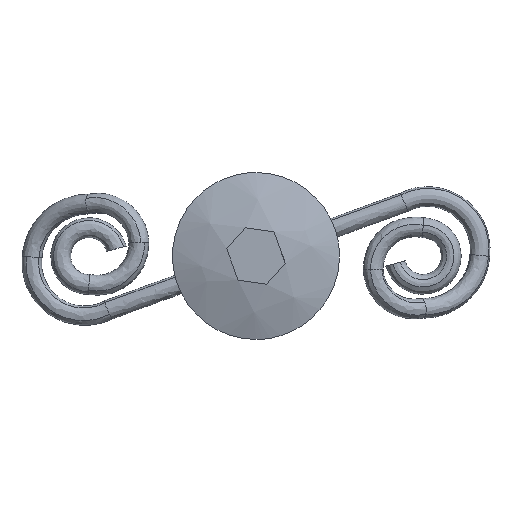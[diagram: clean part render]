
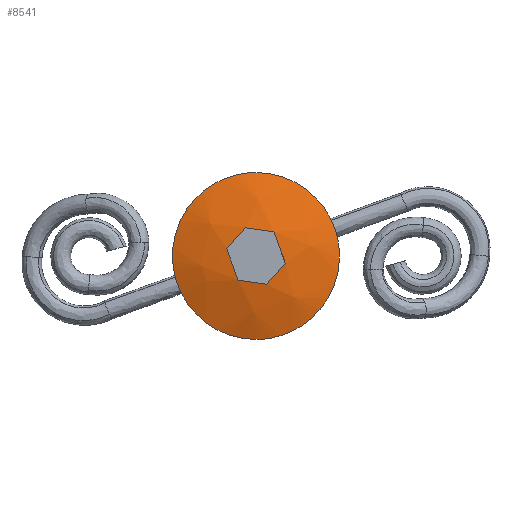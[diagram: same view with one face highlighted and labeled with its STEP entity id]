
A CAD part, top view. The second image highlights one B-rep face of the part: STEP entity #8541.
In plain terms, the highlighted free-form (B-spline) face has degree [2, 2] with [4, 4] control points.
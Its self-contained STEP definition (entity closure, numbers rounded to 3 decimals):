
#4831=CARTESIAN_POINT('',(-0.59,4.965,5.458));
#4832=VERTEX_POINT('',#4831);
#4838=CARTESIAN_POINT('',(5.0,0.0,5.458));
#4839=VERTEX_POINT('',#4838);
#4840=CARTESIAN_POINT('',(-0.59,4.965,5.458));
#4841=CARTESIAN_POINT('',(-0.296,5.,5.458));
#4842=CARTESIAN_POINT('',(0.0,5.0,5.458));
#4843=CARTESIAN_POINT('',(5.,5.,5.458));
#4844=CARTESIAN_POINT('',(5.0,0.0,5.458));
#4852=(BOUNDED_CURVE()B_SPLINE_CURVE(2,(#4840,#4841,#4842,#4843,#4844),.UNSPECIFIED.,.F.,.U.)B_SPLINE_CURVE_WITH_KNOTS((3,2,3),(0.23,0.25,0.5),.UNSPECIFIED.)CURVE()GEOMETRIC_REPRESENTATION_ITEM()RATIONAL_B_SPLINE_CURVE((0.956,0.976,1.0,0.707,1.0))REPRESENTATION_ITEM(''));
#4853=EDGE_CURVE('',#4832,#4839,#4852,.T.);
#4855=CARTESIAN_POINT('',(0.305,-4.991,5.458));
#4856=VERTEX_POINT('',#4855);
#4857=CARTESIAN_POINT('',(5.0,0.0,5.458));
#4858=CARTESIAN_POINT('',(5.0,-4.704,5.458));
#4859=CARTESIAN_POINT('',(0.305,-4.991,5.458));
#4867=(BOUNDED_CURVE()B_SPLINE_CURVE(2,(#4857,#4858,#4859),.UNSPECIFIED.,.F.,.U.)B_SPLINE_CURVE_WITH_KNOTS((3,3),(0.5,0.739),.UNSPECIFIED.)CURVE()GEOMETRIC_REPRESENTATION_ITEM()RATIONAL_B_SPLINE_CURVE((1.0,0.72,0.976))REPRESENTATION_ITEM(''));
#4868=EDGE_CURVE('',#4839,#4856,#4867,.T.);
#4942=CARTESIAN_POINT('',(-5.0,0.0,5.458));
#4943=VERTEX_POINT('',#4942);
#4944=CARTESIAN_POINT('',(0.305,-4.991,5.458));
#4945=CARTESIAN_POINT('',(0.153,-5.0,5.458));
#4946=CARTESIAN_POINT('',(0.0,-5.0,5.458));
#4947=CARTESIAN_POINT('',(-5.,-5.,5.458));
#4948=CARTESIAN_POINT('',(-5.0,0.0,5.458));
#4956=(BOUNDED_CURVE()B_SPLINE_CURVE(2,(#4944,#4945,#4946,#4947,#4948),.UNSPECIFIED.,.F.,.U.)B_SPLINE_CURVE_WITH_KNOTS((3,2,3),(0.739,0.75,1.0),.UNSPECIFIED.)CURVE()GEOMETRIC_REPRESENTATION_ITEM()RATIONAL_B_SPLINE_CURVE((0.976,0.988,1.0,0.707,1.0))REPRESENTATION_ITEM(''));
#4957=EDGE_CURVE('',#4856,#4943,#4956,.T.);
#4959=CARTESIAN_POINT('',(-5.0,0.0,5.458));
#4960=CARTESIAN_POINT('',(-5.,4.441,5.458));
#4961=CARTESIAN_POINT('',(-0.59,4.965,5.458));
#4969=(BOUNDED_CURVE()B_SPLINE_CURVE(2,(#4959,#4960,#4961),.UNSPECIFIED.,.F.,.U.)B_SPLINE_CURVE_WITH_KNOTS((3,3),(0.0,0.23),.UNSPECIFIED.)CURVE()GEOMETRIC_REPRESENTATION_ITEM()RATIONAL_B_SPLINE_CURVE((1.0,0.731,0.956))REPRESENTATION_ITEM(''));
#4970=EDGE_CURVE('',#4943,#4832,#4969,.T.);
#8293=CARTESIAN_POINT('',(1.448,-1.069,6.332));
#8294=VERTEX_POINT('',#8293);
#8295=CARTESIAN_POINT('',(1.691,0.616,6.332));
#8296=VERTEX_POINT('',#8295);
#8297=CARTESIAN_POINT('',(1.448,-1.069,6.332));
#8298=CARTESIAN_POINT('',(1.57,-0.227,6.389));
#8299=CARTESIAN_POINT('',(1.691,0.616,6.332));
#8307=(BOUNDED_CURVE()B_SPLINE_CURVE(2,(#8297,#8298,#8299),.UNSPECIFIED.,.F.,.U.)CURVE()GEOMETRIC_REPRESENTATION_ITEM()QUASI_UNIFORM_CURVE()RATIONAL_B_SPLINE_CURVE((1.0,0.998,1.0))REPRESENTATION_ITEM(''));
#8308=EDGE_CURVE('',#8294,#8296,#8307,.T.);
#8329=CARTESIAN_POINT('',(-0.422,-1.75,6.332));
#8330=VERTEX_POINT('',#8329);
#8331=CARTESIAN_POINT('',(-0.422,-1.75,6.332));
#8332=CARTESIAN_POINT('',(0.513,-1.41,6.409));
#8333=CARTESIAN_POINT('',(1.448,-1.069,6.332));
#8341=(BOUNDED_CURVE()B_SPLINE_CURVE(2,(#8331,#8332,#8333),.UNSPECIFIED.,.F.,.U.)CURVE()GEOMETRIC_REPRESENTATION_ITEM()QUASI_UNIFORM_CURVE()RATIONAL_B_SPLINE_CURVE((1.0,0.997,1.0))REPRESENTATION_ITEM(''));
#8342=EDGE_CURVE('',#8330,#8294,#8341,.T.);
#8359=CARTESIAN_POINT('',(-1.691,-0.616,6.332));
#8360=VERTEX_POINT('',#8359);
#8361=CARTESIAN_POINT('',(-1.691,-0.616,6.332));
#8362=CARTESIAN_POINT('',(-1.057,-1.183,6.389));
#8363=CARTESIAN_POINT('',(-0.422,-1.75,6.332));
#8371=(BOUNDED_CURVE()B_SPLINE_CURVE(2,(#8361,#8362,#8363),.UNSPECIFIED.,.F.,.U.)CURVE()GEOMETRIC_REPRESENTATION_ITEM()QUASI_UNIFORM_CURVE()RATIONAL_B_SPLINE_CURVE((1.0,0.998,1.0))REPRESENTATION_ITEM(''));
#8372=EDGE_CURVE('',#8360,#8330,#8371,.T.);
#8389=CARTESIAN_POINT('',(-1.448,1.069,6.332));
#8390=VERTEX_POINT('',#8389);
#8391=CARTESIAN_POINT('',(-1.448,1.069,6.332));
#8392=CARTESIAN_POINT('',(-1.57,0.227,6.389));
#8393=CARTESIAN_POINT('',(-1.691,-0.616,6.332));
#8401=(BOUNDED_CURVE()B_SPLINE_CURVE(2,(#8391,#8392,#8393),.UNSPECIFIED.,.F.,.U.)CURVE()GEOMETRIC_REPRESENTATION_ITEM()QUASI_UNIFORM_CURVE()RATIONAL_B_SPLINE_CURVE((1.0,0.998,1.0))REPRESENTATION_ITEM(''));
#8402=EDGE_CURVE('',#8390,#8360,#8401,.T.);
#8419=CARTESIAN_POINT('',(0.422,1.75,6.332));
#8420=VERTEX_POINT('',#8419);
#8421=CARTESIAN_POINT('',(0.422,1.75,6.332));
#8422=CARTESIAN_POINT('',(-0.513,1.41,6.409));
#8423=CARTESIAN_POINT('',(-1.448,1.069,6.332));
#8431=(BOUNDED_CURVE()B_SPLINE_CURVE(2,(#8421,#8422,#8423),.UNSPECIFIED.,.F.,.U.)CURVE()GEOMETRIC_REPRESENTATION_ITEM()QUASI_UNIFORM_CURVE()RATIONAL_B_SPLINE_CURVE((1.0,0.997,1.0))REPRESENTATION_ITEM(''));
#8432=EDGE_CURVE('',#8420,#8390,#8431,.T.);
#8449=CARTESIAN_POINT('',(1.691,0.616,6.332));
#8450=CARTESIAN_POINT('',(1.057,1.183,6.389));
#8451=CARTESIAN_POINT('',(0.422,1.75,6.332));
#8459=(BOUNDED_CURVE()B_SPLINE_CURVE(2,(#8449,#8450,#8451),.UNSPECIFIED.,.F.,.U.)CURVE()GEOMETRIC_REPRESENTATION_ITEM()QUASI_UNIFORM_CURVE()RATIONAL_B_SPLINE_CURVE((1.0,0.998,1.0))REPRESENTATION_ITEM(''));
#8460=EDGE_CURVE('',#8296,#8420,#8459,.T.);
#8503=CARTESIAN_POINT('',(-5.215,-5.215,4.163));
#8504=CARTESIAN_POINT('',(-2.728,-5.455,5.258));
#8505=CARTESIAN_POINT('',(2.728,-5.455,5.258));
#8506=CARTESIAN_POINT('',(5.215,-5.215,4.163));
#8507=CARTESIAN_POINT('',(-5.455,-2.728,5.258));
#8508=CARTESIAN_POINT('',(-2.86,-2.86,6.458));
#8509=CARTESIAN_POINT('',(2.86,-2.86,6.458));
#8510=CARTESIAN_POINT('',(5.455,-2.728,5.258));
#8511=CARTESIAN_POINT('',(-5.455,2.728,5.258));
#8512=CARTESIAN_POINT('',(-2.86,2.86,6.458));
#8513=CARTESIAN_POINT('',(2.86,2.86,6.458));
#8514=CARTESIAN_POINT('',(5.455,2.728,5.258));
#8515=CARTESIAN_POINT('',(-5.215,5.215,4.163));
#8516=CARTESIAN_POINT('',(-2.728,5.455,5.258));
#8517=CARTESIAN_POINT('',(2.728,5.455,5.258));
#8518=CARTESIAN_POINT('',(5.215,5.215,4.163));
#8526=(BOUNDED_SURFACE()B_SPLINE_SURFACE(2,2,((#8503,#8507,#8511,#8515),(#8504,#8508,#8512,#8516),(#8505,#8509,#8513,#8517),(#8506,#8510,#8514,#8518)),.UNSPECIFIED.,.F.,.F.,.U.)B_SPLINE_SURFACE_WITH_KNOTS((3,1,3),(3,1,3),(0.0,5.584,11.169),(0.0,5.584,11.169),.UNSPECIFIED.)GEOMETRIC_REPRESENTATION_ITEM()RATIONAL_B_SPLINE_SURFACE(((1.097,1.048,1.048,1.097),(1.048,1.0,1.0,1.048),(1.048,1.0,1.0,1.048),(1.097,1.048,1.048,1.097)))REPRESENTATION_ITEM('')SURFACE());
#8527=ORIENTED_EDGE('',*,*,#4957,.F.);
#8528=ORIENTED_EDGE('',*,*,#4868,.F.);
#8529=ORIENTED_EDGE('',*,*,#4853,.F.);
#8530=ORIENTED_EDGE('',*,*,#4970,.F.);
#8531=EDGE_LOOP('',(#8527,#8528,#8529,#8530));
#8532=FACE_OUTER_BOUND('',#8531,.T.);
#8533=ORIENTED_EDGE('',*,*,#8460,.F.);
#8534=ORIENTED_EDGE('',*,*,#8308,.F.);
#8535=ORIENTED_EDGE('',*,*,#8342,.F.);
#8536=ORIENTED_EDGE('',*,*,#8372,.F.);
#8537=ORIENTED_EDGE('',*,*,#8402,.F.);
#8538=ORIENTED_EDGE('',*,*,#8432,.F.);
#8539=EDGE_LOOP('',(#8533,#8534,#8535,#8536,#8537,#8538));
#8540=FACE_BOUND('',#8539,.T.);
#8541=ADVANCED_FACE('',(#8532,#8540),#8526,.T.);
